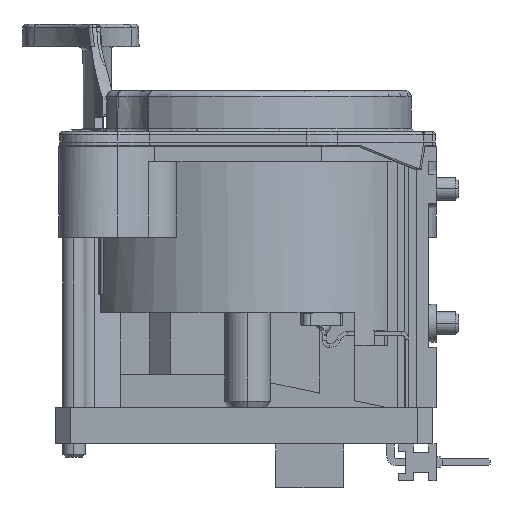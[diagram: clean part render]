
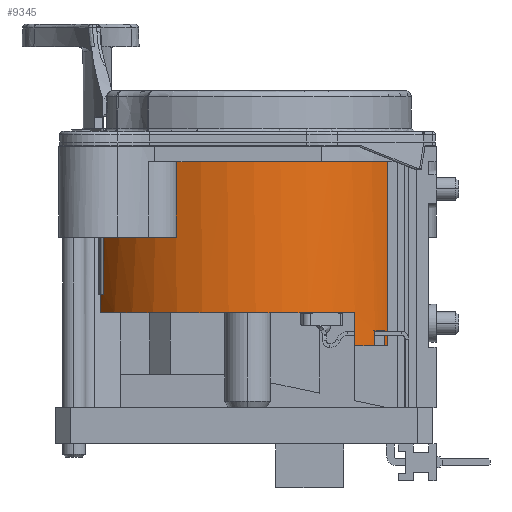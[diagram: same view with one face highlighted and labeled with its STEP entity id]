
A CAD part, left-side view. The second image highlights one B-rep face of the part: STEP entity #9345.
In plain terms, the highlighted cylindrical face has radius 11 mm (diameter 22 mm), a partial arc.
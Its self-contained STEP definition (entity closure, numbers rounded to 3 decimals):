
#25=DIRECTION('',(0.,0.,1.));
#26=VECTOR('',#25,12.2);
#27=CARTESIAN_POINT('',(-5.9,-9.284,-16.9));
#28=LINE('',#27,#26);
#570=CARTESIAN_POINT('',(0.,0.,-14.7));
#571=DIRECTION('',(0.,0.,-1.));
#572=DIRECTION('',(-0.764,-0.645,0.));
#573=AXIS2_PLACEMENT_3D('',#570,#571,#572);
#848=CARTESIAN_POINT('',(0.,0.,-13.5));
#849=DIRECTION('',(0.,0.,-1.));
#850=DIRECTION('',(-0.5,0.866,0.));
#851=AXIS2_PLACEMENT_3D('',#848,#849,#850);
#853=DIRECTION('',(0.,0.,-1.));
#854=VECTOR('',#853,8.8);
#855=CARTESIAN_POINT('',(-5.5,9.526,-4.7));
#856=LINE('',#855,#854);
#857=DIRECTION('',(0.,0.,-1.));
#858=VECTOR('',#857,5.);
#859=CARTESIAN_POINT('',(-9.933,4.727,-4.7));
#860=LINE('',#859,#858);
#861=DIRECTION('',(0.,0.,1.));
#862=VECTOR('',#861,1.2);
#863=CARTESIAN_POINT('',(-5.059,9.768,-14.7));
#864=LINE('',#863,#862);
#993=CARTESIAN_POINT('',(0.,0.,-4.7));
#994=DIRECTION('',(0.,0.,-1.));
#995=DIRECTION('',(-0.536,-0.844,0.));
#996=AXIS2_PLACEMENT_3D('',#993,#994,#995);
#1097=CARTESIAN_POINT('',(0.,0.,-4.7));
#1098=DIRECTION('',(0.,0.,1.));
#1099=DIRECTION('',(-0.5,0.866,0.));
#1100=AXIS2_PLACEMENT_3D('',#1097,#1098,#1099);
#2000=CARTESIAN_POINT('',(0.,0.,-9.7));
#2001=DIRECTION('',(0.,0.,-1.));
#2002=DIRECTION('',(-0.903,0.43,0.));
#2003=AXIS2_PLACEMENT_3D('',#2000,#2001,#2002);
#2174=DIRECTION('',(0.,0.,1.));
#2175=VECTOR('',#2174,5.);
#2176=CARTESIAN_POINT('',(-5.656,9.435,-9.7));
#2177=LINE('',#2176,#2175);
#4986=DIRECTION('',(0.,0.,-1.));
#4987=VECTOR('',#4986,2.2);
#4988=CARTESIAN_POINT('',(-8.402,-7.1,-14.7));
#4989=LINE('',#4988,#4987);
#5022=CARTESIAN_POINT('',(0.,0.,-16.9));
#5023=DIRECTION('',(0.,0.,-1.));
#5024=DIRECTION('',(-0.641,-0.768,0.));
#5025=AXIS2_PLACEMENT_3D('',#5022,#5023,#5024);
#5035=DIRECTION('',(0.,0.,-1.));
#5036=VECTOR('',#5035,1.);
#5037=CARTESIAN_POINT('',(-7.05,-8.444,-15.9));
#5038=LINE('',#5037,#5036);
#5075=CARTESIAN_POINT('',(0.,0.,-15.9));
#5076=DIRECTION('',(0.,0.,-1.));
#5077=DIRECTION('',(-0.564,-0.826,0.));
#5078=AXIS2_PLACEMENT_3D('',#5075,#5076,#5077);
#5092=CARTESIAN_POINT('',(0.,0.,-16.9));
#5093=DIRECTION('',(0.,0.,-1.));
#5094=DIRECTION('',(-0.536,-0.844,0.));
#5095=AXIS2_PLACEMENT_3D('',#5092,#5093,#5094);
#5105=DIRECTION('',(0.,0.,-1.));
#5106=VECTOR('',#5105,1.);
#5107=CARTESIAN_POINT('',(-6.2,-9.086,-15.9));
#5108=LINE('',#5107,#5106);
#6455=CARTESIAN_POINT('',(-9.933,4.727,-4.7));
#6457=VERTEX_POINT('',#6455);
#6471=CARTESIAN_POINT('',(-9.933,4.727,-9.7));
#6472=VERTEX_POINT('',#6471);
#6473=CARTESIAN_POINT('',(-5.9,-9.284,-4.7));
#6474=VERTEX_POINT('',#6473);
#6555=CARTESIAN_POINT('',(-5.656,9.435,-9.7));
#6557=VERTEX_POINT('',#6555);
#6561=CARTESIAN_POINT('',(-5.656,9.435,-4.7));
#6562=VERTEX_POINT('',#6561);
#6661=CARTESIAN_POINT('',(-5.059,9.768,-14.7));
#6663=VERTEX_POINT('',#6661);
#6665=CARTESIAN_POINT('',(-8.402,-7.1,-14.7));
#6666=VERTEX_POINT('',#6665);
#7378=CARTESIAN_POINT('',(-7.05,-8.444,-16.9));
#7379=CARTESIAN_POINT('',(-8.402,-7.1,-16.9));
#7380=VERTEX_POINT('',#7378);
#7381=VERTEX_POINT('',#7379);
#7382=CARTESIAN_POINT('',(-7.05,-8.444,-15.9));
#7383=VERTEX_POINT('',#7382);
#7388=CARTESIAN_POINT('',(-5.9,-9.284,-16.9));
#7389=VERTEX_POINT('',#7388);
#7390=CARTESIAN_POINT('',(-6.2,-9.086,-15.9));
#7391=VERTEX_POINT('',#7390);
#7394=CARTESIAN_POINT('',(-6.2,-9.086,-16.9));
#7395=VERTEX_POINT('',#7394);
#7810=CARTESIAN_POINT('',(-5.5,9.526,-13.5));
#7811=CARTESIAN_POINT('',(-5.059,9.768,-13.5));
#7812=VERTEX_POINT('',#7810);
#7813=VERTEX_POINT('',#7811);
#7818=CARTESIAN_POINT('',(-5.5,9.526,-4.7));
#7819=VERTEX_POINT('',#7818);
#9309=CARTESIAN_POINT('',(0.,0.,-13.5));
#9310=DIRECTION('',(0.,0.,-1.));
#9311=DIRECTION('',(-1.,0.,0.));
#9312=AXIS2_PLACEMENT_3D('',#9309,#9310,#9311);
#9313=CYLINDRICAL_SURFACE('',#9312,11.);
#9314=ORIENTED_EDGE('',*,*,#9222,.F.);
#9316=ORIENTED_EDGE('',*,*,#9315,.F.);
#9318=ORIENTED_EDGE('',*,*,#9317,.T.);
#9320=ORIENTED_EDGE('',*,*,#9319,.F.);
#9322=ORIENTED_EDGE('',*,*,#9321,.F.);
#9324=ORIENTED_EDGE('',*,*,#9323,.F.);
#9326=ORIENTED_EDGE('',*,*,#9325,.F.);
#9327=ORIENTED_EDGE('',*,*,#8304,.F.);
#9329=ORIENTED_EDGE('',*,*,#9328,.T.);
#9331=ORIENTED_EDGE('',*,*,#9330,.F.);
#9333=ORIENTED_EDGE('',*,*,#9332,.T.);
#9335=ORIENTED_EDGE('',*,*,#9334,.T.);
#9337=ORIENTED_EDGE('',*,*,#9336,.T.);
#9339=ORIENTED_EDGE('',*,*,#9338,.F.);
#9340=ORIENTED_EDGE('',*,*,#8819,.T.);
#9342=ORIENTED_EDGE('',*,*,#9341,.T.);
#9343=EDGE_LOOP('',(#9314,#9316,#9318,#9320,#9322,#9324,#9326,#9327,#9329,#9331,
#9333,#9335,#9337,#9339,#9340,#9342));
#9344=FACE_OUTER_BOUND('',#9343,.F.);
#9345=ADVANCED_FACE('',(#9344),#9313,.T.);
#574=CIRCLE('',#573,11.);
#852=CIRCLE('',#851,11.);
#997=CIRCLE('',#996,11.);
#1101=CIRCLE('',#1100,11.);
#2004=CIRCLE('',#2003,11.);
#5026=CIRCLE('',#5025,11.);
#5079=CIRCLE('',#5078,11.);
#5096=CIRCLE('',#5095,11.);
#8304=EDGE_CURVE('',#7389,#6474,#28,.T.);
#8819=EDGE_CURVE('',#6666,#6663,#574,.T.);
#9222=EDGE_CURVE('',#7812,#7813,#852,.T.);
#9315=EDGE_CURVE('',#7819,#7812,#856,.T.);
#9317=EDGE_CURVE('',#7819,#6562,#1101,.T.);
#9319=EDGE_CURVE('',#6557,#6562,#2177,.T.);
#9321=EDGE_CURVE('',#6472,#6557,#2004,.T.);
#9323=EDGE_CURVE('',#6457,#6472,#860,.T.);
#9325=EDGE_CURVE('',#6474,#6457,#997,.T.);
#9328=EDGE_CURVE('',#7389,#7395,#5096,.T.);
#9330=EDGE_CURVE('',#7391,#7395,#5108,.T.);
#9332=EDGE_CURVE('',#7391,#7383,#5079,.T.);
#9334=EDGE_CURVE('',#7383,#7380,#5038,.T.);
#9336=EDGE_CURVE('',#7380,#7381,#5026,.T.);
#9338=EDGE_CURVE('',#6666,#7381,#4989,.T.);
#9341=EDGE_CURVE('',#6663,#7813,#864,.T.);
